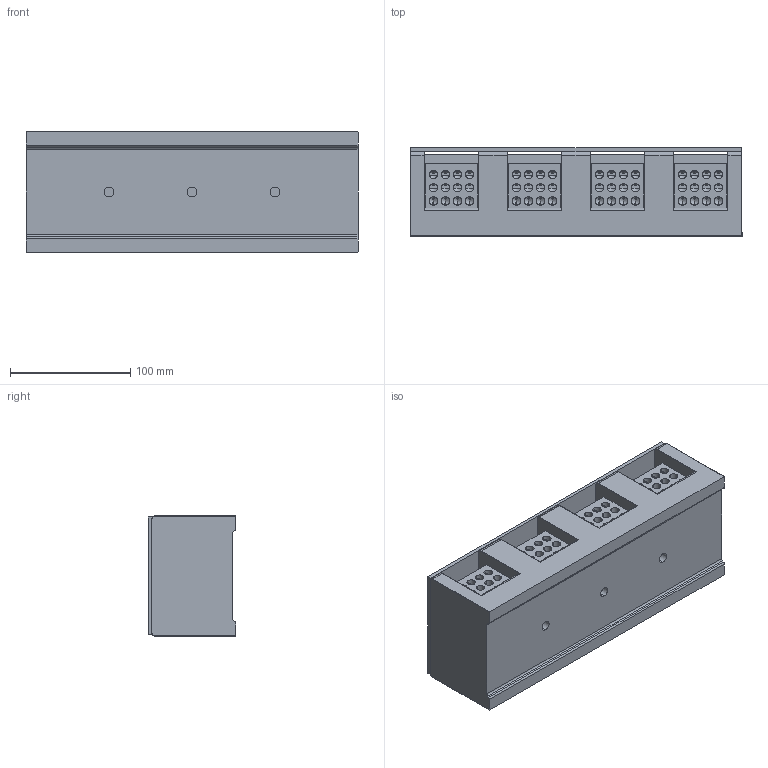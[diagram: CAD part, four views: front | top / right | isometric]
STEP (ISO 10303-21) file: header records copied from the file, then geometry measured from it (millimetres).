
FILE_DESCRIPTION((''),'2;1');
FILE_NAME('UDJ-6004_12_16','2024-07-05T',('dell'),(''),'PRO/ENGINEER BY PARAMETRIC TECHNOLOGY CORPORATION, 2013230','PRO/ENGINEER BY PARAMETRIC TECHNOLOGY CORPORATION, 2013230','');
FILE_SCHEMA(('AUTOMOTIVE_DESIGN { 1 0 10303 214 1 1 1 1 }'));
Products named in the file (1): UDJ-6004_12_16
Bounding box: 276 x 73 x 100 mm (x, y, z)
Volume: 1340019.3 mm3; surface area: 277132.5 mm2
Topology: 5 solids, 43 shells, 3022 faces, 8326 edges, 5222 vertices
Faces by surface type: plane 1710, cylinder 644, cone 344, bspline 176, sphere 112, torus 36
Entity records: 106999 total; most frequent: CARTESIAN_POINT 31775, ORIENTED_EDGE 16156, DIRECTION 14934, EDGE_CURVE 8078, VERTEX_POINT 5222, VECTOR 5110, LINE 5110, AXIS2_PLACEMENT_3D 4912
